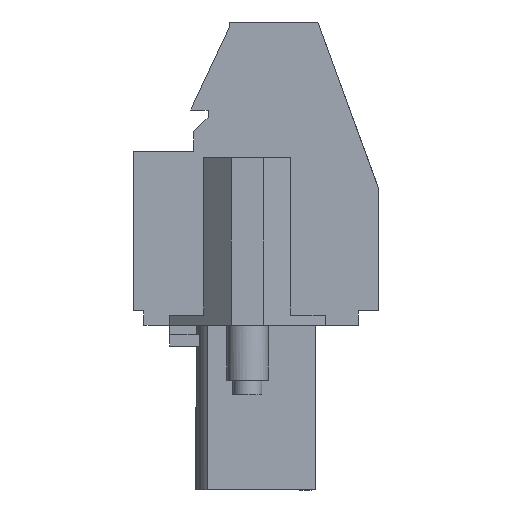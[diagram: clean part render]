
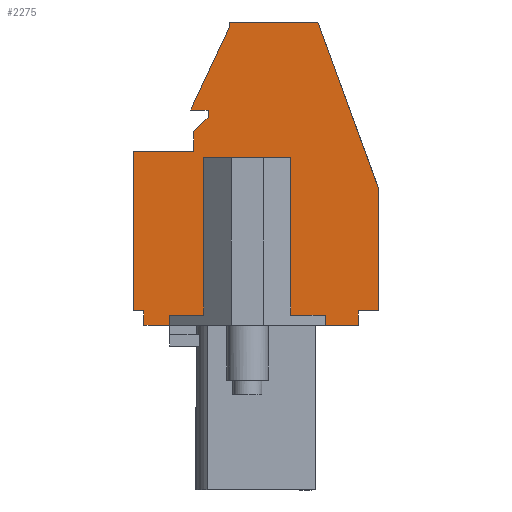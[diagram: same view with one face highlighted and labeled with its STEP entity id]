
A CAD part, left-side view. The second image highlights one B-rep face of the part: STEP entity #2275.
In plain terms, the highlighted planar face has unit normal (-1, 0, 0).
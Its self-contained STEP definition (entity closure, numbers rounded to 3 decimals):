
#919=AXIS2_PLACEMENT_3D('Plane Axis2P3D',#916,#917,#918) ;
#107=CARTESIAN_POINT('Line Origine',(3.47,1.782,7.95)) ;
#111=CARTESIAN_POINT('Vertex',(3.47,2.58,7.95)) ;
#113=CARTESIAN_POINT('Vertex',(3.47,0.983,7.95)) ;
#148=CARTESIAN_POINT('Vertex',(3.47,10.08,7.95)) ;
#151=CARTESIAN_POINT('Line Origine',(3.47,10.705,7.95)) ;
#155=CARTESIAN_POINT('Vertex',(3.47,11.33,7.95)) ;
#916=CARTESIAN_POINT('Axis2P3D Location',(3.47,0.,0.)) ;
#2131=CARTESIAN_POINT('Line Origine',(3.47,0.983,8.3)) ;
#2135=CARTESIAN_POINT('Vertex',(3.47,0.983,8.65)) ;
#2138=CARTESIAN_POINT('Line Origine',(3.47,0.492,8.65)) ;
#2142=CARTESIAN_POINT('Vertex',(3.47,0.,8.65)) ;
#2145=CARTESIAN_POINT('Line Origine',(3.47,0.,11.611)) ;
#2149=CARTESIAN_POINT('Vertex',(3.47,0.,14.572)) ;
#2152=CARTESIAN_POINT('Line Origine',(3.47,1.461,18.586)) ;
#2156=CARTESIAN_POINT('Vertex',(3.47,2.922,22.6)) ;
#2159=CARTESIAN_POINT('Line Origine',(3.47,5.052,22.6)) ;
#2163=CARTESIAN_POINT('Vertex',(3.47,7.181,22.6)) ;
#2166=CARTESIAN_POINT('Line Origine',(3.47,7.181,22.5)) ;
#2170=CARTESIAN_POINT('Vertex',(3.47,7.181,22.4)) ;
#2173=CARTESIAN_POINT('Line Origine',(3.47,8.126,20.375)) ;
#2177=CARTESIAN_POINT('Vertex',(3.47,9.07,18.35)) ;
#2180=CARTESIAN_POINT('Line Origine',(3.47,8.65,18.35)) ;
#2184=CARTESIAN_POINT('Vertex',(3.47,8.23,18.35)) ;
#2187=CARTESIAN_POINT('Line Origine',(3.47,8.23,18.175)) ;
#2191=CARTESIAN_POINT('Vertex',(3.47,8.23,18.)) ;
#2194=CARTESIAN_POINT('Line Origine',(3.47,8.58,17.65)) ;
#2198=CARTESIAN_POINT('Vertex',(3.47,8.93,17.3)) ;
#2201=CARTESIAN_POINT('Line Origine',(3.47,8.93,16.825)) ;
#2205=CARTESIAN_POINT('Vertex',(3.47,8.93,16.35)) ;
#2208=CARTESIAN_POINT('Line Origine',(3.47,10.38,16.35)) ;
#2212=CARTESIAN_POINT('Vertex',(3.47,11.83,16.35)) ;
#2215=CARTESIAN_POINT('Line Origine',(3.47,11.83,12.5)) ;
#2219=CARTESIAN_POINT('Vertex',(3.47,11.83,8.65)) ;
#2222=CARTESIAN_POINT('Line Origine',(3.47,11.58,8.65)) ;
#2226=CARTESIAN_POINT('Vertex',(3.47,11.33,8.65)) ;
#2229=CARTESIAN_POINT('Line Origine',(3.47,11.33,8.3)) ;
#2234=CARTESIAN_POINT('Line Origine',(3.47,10.08,8.2)) ;
#2238=CARTESIAN_POINT('Vertex',(3.47,10.08,8.45)) ;
#2241=CARTESIAN_POINT('Line Origine',(3.47,6.33,8.45)) ;
#2245=CARTESIAN_POINT('Vertex',(3.47,2.58,8.45)) ;
#2248=CARTESIAN_POINT('Line Origine',(3.47,2.58,8.2)) ;
#108=DIRECTION('Vector Direction',(0.,-1.,0.)) ;
#152=DIRECTION('Vector Direction',(0.,-1.,0.)) ;
#917=DIRECTION('Axis2P3D Direction',(-1.,0.,0.)) ;
#918=DIRECTION('Axis2P3D XDirection',(0.,0.,1.)) ;
#2132=DIRECTION('Vector Direction',(0.,0.,1.)) ;
#2139=DIRECTION('Vector Direction',(0.,-1.,0.)) ;
#2146=DIRECTION('Vector Direction',(0.,0.,1.)) ;
#2153=DIRECTION('Vector Direction',(0.,-0.342,-0.94)) ;
#2160=DIRECTION('Vector Direction',(0.,-1.,0.)) ;
#2167=DIRECTION('Vector Direction',(0.,0.,1.)) ;
#2174=DIRECTION('Vector Direction',(0.,-0.423,0.906)) ;
#2181=DIRECTION('Vector Direction',(0.,1.,0.)) ;
#2188=DIRECTION('Vector Direction',(0.,0.,1.)) ;
#2195=DIRECTION('Vector Direction',(0.,-0.707,0.707)) ;
#2202=DIRECTION('Vector Direction',(0.,0.,1.)) ;
#2209=DIRECTION('Vector Direction',(0.,-1.,0.)) ;
#2216=DIRECTION('Vector Direction',(0.,0.,1.)) ;
#2223=DIRECTION('Vector Direction',(0.,1.,0.)) ;
#2230=DIRECTION('Vector Direction',(0.,0.,-1.)) ;
#2235=DIRECTION('Vector Direction',(0.,0.,1.)) ;
#2242=DIRECTION('Vector Direction',(0.,1.,0.)) ;
#2249=DIRECTION('Vector Direction',(0.,0.,1.)) ;
#109=VECTOR('Line Direction',#108,1.) ;
#153=VECTOR('Line Direction',#152,1.) ;
#2133=VECTOR('Line Direction',#2132,1.) ;
#2140=VECTOR('Line Direction',#2139,1.) ;
#2147=VECTOR('Line Direction',#2146,1.) ;
#2154=VECTOR('Line Direction',#2153,1.) ;
#2161=VECTOR('Line Direction',#2160,1.) ;
#2168=VECTOR('Line Direction',#2167,1.) ;
#2175=VECTOR('Line Direction',#2174,1.) ;
#2182=VECTOR('Line Direction',#2181,1.) ;
#2189=VECTOR('Line Direction',#2188,1.) ;
#2196=VECTOR('Line Direction',#2195,1.) ;
#2203=VECTOR('Line Direction',#2202,1.) ;
#2210=VECTOR('Line Direction',#2209,1.) ;
#2217=VECTOR('Line Direction',#2216,1.) ;
#2224=VECTOR('Line Direction',#2223,1.) ;
#2231=VECTOR('Line Direction',#2230,1.) ;
#2236=VECTOR('Line Direction',#2235,1.) ;
#2243=VECTOR('Line Direction',#2242,1.) ;
#2250=VECTOR('Line Direction',#2249,1.) ;
#2254=ORIENTED_EDGE('',*,*,#115,.T.) ;
#2255=ORIENTED_EDGE('',*,*,#2137,.T.) ;
#2256=ORIENTED_EDGE('',*,*,#2144,.T.) ;
#2257=ORIENTED_EDGE('',*,*,#2151,.T.) ;
#2258=ORIENTED_EDGE('',*,*,#2158,.T.) ;
#2259=ORIENTED_EDGE('',*,*,#2165,.T.) ;
#2260=ORIENTED_EDGE('',*,*,#2172,.T.) ;
#2261=ORIENTED_EDGE('',*,*,#2179,.T.) ;
#2262=ORIENTED_EDGE('',*,*,#2186,.T.) ;
#2263=ORIENTED_EDGE('',*,*,#2193,.T.) ;
#2264=ORIENTED_EDGE('',*,*,#2200,.T.) ;
#2265=ORIENTED_EDGE('',*,*,#2207,.T.) ;
#2266=ORIENTED_EDGE('',*,*,#2214,.T.) ;
#2267=ORIENTED_EDGE('',*,*,#2221,.T.) ;
#2268=ORIENTED_EDGE('',*,*,#2228,.T.) ;
#2269=ORIENTED_EDGE('',*,*,#2233,.T.) ;
#2270=ORIENTED_EDGE('',*,*,#157,.T.) ;
#2271=ORIENTED_EDGE('',*,*,#2240,.T.) ;
#2272=ORIENTED_EDGE('',*,*,#2247,.F.) ;
#2273=ORIENTED_EDGE('',*,*,#2252,.F.) ;
#2275=ADVANCED_FACE('HOUSING',(#2274),#920,.T.) ;
#115=EDGE_CURVE('',#112,#114,#110,.T.) ;
#157=EDGE_CURVE('',#156,#149,#154,.T.) ;
#2137=EDGE_CURVE('',#114,#2136,#2134,.T.) ;
#2144=EDGE_CURVE('',#2136,#2143,#2141,.T.) ;
#2151=EDGE_CURVE('',#2143,#2150,#2148,.T.) ;
#2158=EDGE_CURVE('',#2150,#2157,#2155,.F.) ;
#2165=EDGE_CURVE('',#2157,#2164,#2162,.F.) ;
#2172=EDGE_CURVE('',#2164,#2171,#2169,.F.) ;
#2179=EDGE_CURVE('',#2171,#2178,#2176,.F.) ;
#2186=EDGE_CURVE('',#2178,#2185,#2183,.F.) ;
#2193=EDGE_CURVE('',#2185,#2192,#2190,.F.) ;
#2200=EDGE_CURVE('',#2192,#2199,#2197,.F.) ;
#2207=EDGE_CURVE('',#2199,#2206,#2204,.F.) ;
#2214=EDGE_CURVE('',#2206,#2213,#2211,.F.) ;
#2221=EDGE_CURVE('',#2213,#2220,#2218,.F.) ;
#2228=EDGE_CURVE('',#2220,#2227,#2225,.F.) ;
#2233=EDGE_CURVE('',#2227,#156,#2232,.T.) ;
#2240=EDGE_CURVE('',#149,#2239,#2237,.T.) ;
#2247=EDGE_CURVE('',#2246,#2239,#2244,.T.) ;
#2252=EDGE_CURVE('',#112,#2246,#2251,.T.) ;
#2253=EDGE_LOOP('',(#2254,#2255,#2256,#2257,#2258,#2259,#2260,#2261,#2262,#2263,#2264,#2265,#2266,#2267,#2268,#2269,#2270,#2271,#2272,#2273)) ;
#2274=FACE_OUTER_BOUND('',#2253,.T.) ;
#110=LINE('Line',#107,#109) ;
#154=LINE('Line',#151,#153) ;
#2134=LINE('Line',#2131,#2133) ;
#2141=LINE('Line',#2138,#2140) ;
#2148=LINE('Line',#2145,#2147) ;
#2155=LINE('Line',#2152,#2154) ;
#2162=LINE('Line',#2159,#2161) ;
#2169=LINE('Line',#2166,#2168) ;
#2176=LINE('Line',#2173,#2175) ;
#2183=LINE('Line',#2180,#2182) ;
#2190=LINE('Line',#2187,#2189) ;
#2197=LINE('Line',#2194,#2196) ;
#2204=LINE('Line',#2201,#2203) ;
#2211=LINE('Line',#2208,#2210) ;
#2218=LINE('Line',#2215,#2217) ;
#2225=LINE('Line',#2222,#2224) ;
#2232=LINE('Line',#2229,#2231) ;
#2237=LINE('Line',#2234,#2236) ;
#2244=LINE('Line',#2241,#2243) ;
#2251=LINE('Line',#2248,#2250) ;
#920=PLANE('',#919) ;
#112=VERTEX_POINT('',#111) ;
#114=VERTEX_POINT('',#113) ;
#149=VERTEX_POINT('',#148) ;
#156=VERTEX_POINT('',#155) ;
#2136=VERTEX_POINT('',#2135) ;
#2143=VERTEX_POINT('',#2142) ;
#2150=VERTEX_POINT('',#2149) ;
#2157=VERTEX_POINT('',#2156) ;
#2164=VERTEX_POINT('',#2163) ;
#2171=VERTEX_POINT('',#2170) ;
#2178=VERTEX_POINT('',#2177) ;
#2185=VERTEX_POINT('',#2184) ;
#2192=VERTEX_POINT('',#2191) ;
#2199=VERTEX_POINT('',#2198) ;
#2206=VERTEX_POINT('',#2205) ;
#2213=VERTEX_POINT('',#2212) ;
#2220=VERTEX_POINT('',#2219) ;
#2227=VERTEX_POINT('',#2226) ;
#2239=VERTEX_POINT('',#2238) ;
#2246=VERTEX_POINT('',#2245) ;
